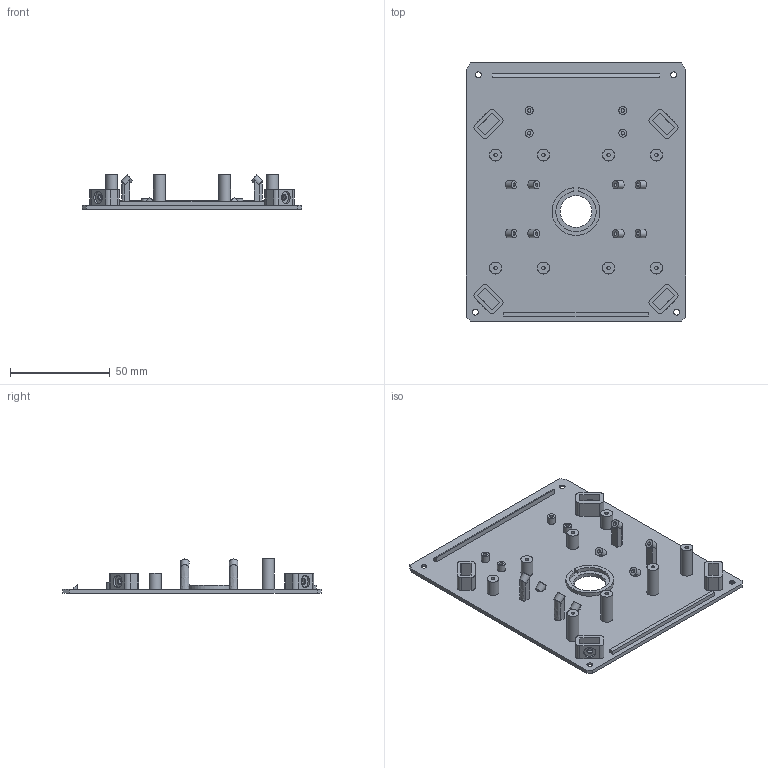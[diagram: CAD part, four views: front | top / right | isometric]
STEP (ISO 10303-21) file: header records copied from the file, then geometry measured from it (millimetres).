
FILE_DESCRIPTION(('Open CASCADE Model'),'2;1');
FILE_NAME('Open CASCADE Shape Model','2024-10-27T14:09:27',('Author'),( 'Open CASCADE'),'Open CASCADE STEP processor 7.7','Open CASCADE 7.7' ,'Unknown');
FILE_SCHEMA(('AUTOMOTIVE_DESIGN { 1 0 10303 214 1 1 1 1 }'));
Length unit declared in the file: millimetre
Products named in the file (1): COMPOUND
Bounding box: 110 x 129.61 x 17.46 mm (x, y, z)
Volume: 34661.3 mm3; surface area: 35844.9 mm2
Topology: 1 solids, 1 shells, 246 faces, 563 edges, 378 vertices
Faces by surface type: plane 144, cylinder 92, extrusion 10
Full cylindrical faces by diameter (mm): 1.8 x20, 2.9 x8, 4 x4, 4.2 x8, 6 x8, 6.2 x8, 16 x1
Entity records: 15890 total; most frequent: CARTESIAN_POINT 4508, DIRECTION 2112, ORIENTED_EDGE 1126, PCURVE 1126, DEFINITIONAL_REPRESENTATION 1126, VECTOR 1002, LINE 992, EDGE_CURVE 563
